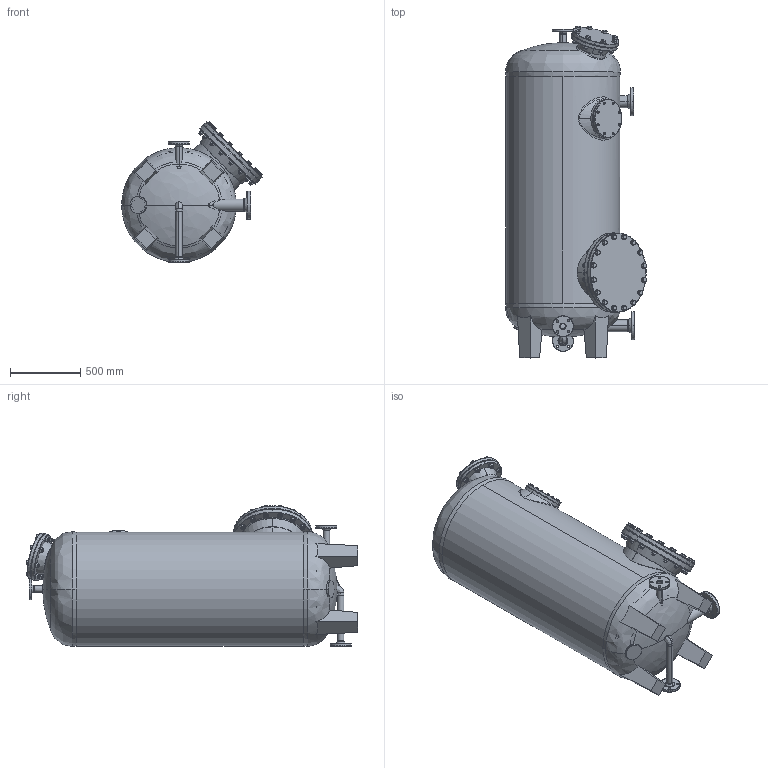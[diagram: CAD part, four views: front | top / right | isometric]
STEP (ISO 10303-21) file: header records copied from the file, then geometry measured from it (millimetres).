
FILE_DESCRIPTION (( 'STEP AP214' ), '1' );
FILE_NAME ('Atlantic 80C.STEP', '2020-11-02T13:45:31', ( '' ), ( '' ), 'SwSTEP 2.0', 'SolidWorks 2019', '' );
FILE_SCHEMA (( 'AUTOMOTIVE_DESIGN' ));
Length unit declared in the file: millimetre
Products named in the file (26): hex_screw_m8_40; outlet_flange_dn80; cover_dn200; cover_dn400; air_flange_dn40; washer_fi20; gasket_dn400; hex_screw_m20_70; vessel_80c; hex_screw_m20_100; drain_flange_dn40A; gasket_flange_dn200; glass_cover_dn200; gasket_dn200; vent_flange_dn40; sight_glass_3col; hex_nut_m20; gasket_sight_glass; elbow_dn40; washer_fi8; inlet_flange_dn80; Atlantic 80C
Assembly tree (132 placements, depth 3):
  Atlantic 80C
    vessel_80c
    inlet_flange_dn80
    outlet_flange_dn80
    sight_glass_3col
      sight_glass_3col
      gasket_sight_glass
    air_flange_dn40
    elbow_dn40
    vent_flange_dn40
    cover_dn200
      cover_dn200
      hex_screw_m20_70  x8
      washer_fi20  x8
      gasket_flange_dn200
    glass_cover_dn200
      glass_cover_dn200
      gasket_dn200
      hex_screw_m8_40  x8
      washer_fi8  x8
    hex_nut_m20  x25
    washer_fi20  x24
    cover_dn400
      cover_dn400
      gasket_dn400
      hex_screw_m20_100  x16
      washer_fi20  x16
    drain_flange_dn40A
Bounding box: 1005.89 x 2369.43 x 1005.89 mm (x, y, z)
Volume: 79698256.8 mm3; surface area: 14654208.7 mm2
Topology: 128 solids, 128 shells, 2203 faces, 5115 edges, 3191 vertices
Faces by surface type: cone 790, plane 669, cylinder 610, bspline 134
Entity records: 53518 total; most frequent: CARTESIAN_POINT 31082, ORIENTED_EDGE 3578, DIRECTION 3226, EDGE_CURVE 1789, AXIS2_PLACEMENT_3D 1394, VERTEX_POINT 1218, EDGE_LOOP 837, CIRCLE 762
